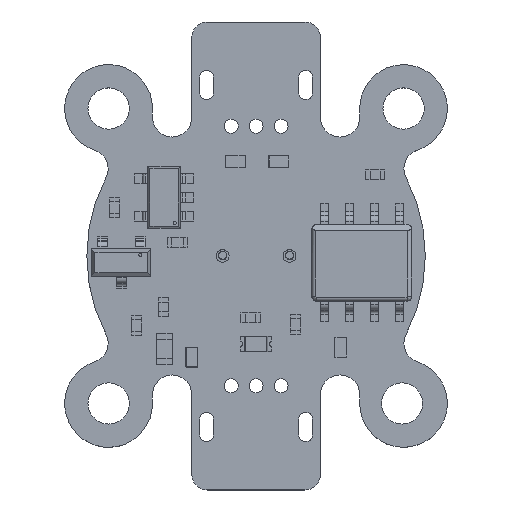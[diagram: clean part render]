
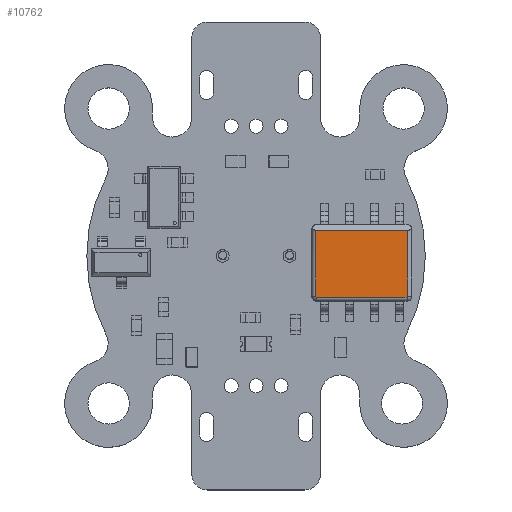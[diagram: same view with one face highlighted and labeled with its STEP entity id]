
A CAD part, top view. The second image highlights one B-rep face of the part: STEP entity #10762.
In plain terms, the highlighted planar face has unit normal (0, 0, 1).
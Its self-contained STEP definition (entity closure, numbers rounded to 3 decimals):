
#10372 = VERTEX_POINT('',#10373);
#10373 = CARTESIAN_POINT('',(1.75,-0.25,1.3));
#10382 = VERTEX_POINT('',#10383);
#10383 = CARTESIAN_POINT('',(1.7,-0.2,1.3));
#10390 = EDGE_CURVE('',#10372,#10382,#10391,.T.);
#10391 = CIRCLE('',#10392,0.05);
#10392 = AXIS2_PLACEMENT_3D('',#10393,#10394,#10395);
#10393 = CARTESIAN_POINT('',(1.7,-0.25,1.3));
#10394 = DIRECTION('',(0.,0.,1.));
#10395 = DIRECTION('',(0.707,0.707,0.));
#10412 = VERTEX_POINT('',#10413);
#10413 = CARTESIAN_POINT('',(-1.65,-0.2,1.3));
#10420 = EDGE_CURVE('',#10382,#10412,#10421,.T.);
#10421 = LINE('',#10422,#10423);
#10422 = CARTESIAN_POINT('',(-0.975,-0.2,1.3));
#10423 = VECTOR('',#10424,1.);
#10424 = DIRECTION('',(-1.,0.,0.));
#10662 = VERTEX_POINT('',#10663);
#10663 = CARTESIAN_POINT('',(1.7,-4.889,1.3));
#10670 = EDGE_CURVE('',#10671,#10662,#10673,.T.);
#10671 = VERTEX_POINT('',#10672);
#10672 = CARTESIAN_POINT('',(1.75,-4.839,1.3));
#10673 = CIRCLE('',#10674,0.05);
#10674 = AXIS2_PLACEMENT_3D('',#10675,#10676,#10677);
#10675 = CARTESIAN_POINT('',(1.7,-4.839,1.3));
#10676 = DIRECTION('',(0.,0.,-1.));
#10677 = DIRECTION('',(0.707,-0.707,0.));
#10702 = EDGE_CURVE('',#10662,#10703,#10705,.T.);
#10703 = VERTEX_POINT('',#10704);
#10704 = CARTESIAN_POINT('',(-1.65,-4.889,1.3));
#10705 = LINE('',#10706,#10707);
#10706 = CARTESIAN_POINT('',(-0.975,-4.889,1.3));
#10707 = VECTOR('',#10708,1.);
#10708 = DIRECTION('',(-1.,0.,0.));
#10750 = EDGE_CURVE('',#10412,#10703,#10751,.T.);
#10751 = LINE('',#10752,#10753);
#10752 = CARTESIAN_POINT('',(-1.65,-7.633,1.3));
#10753 = VECTOR('',#10754,1.);
#10754 = DIRECTION('',(0.,-1.,0.));
#10762 = ADVANCED_FACE('',(#10763),#10776,.T.);
#10763 = FACE_BOUND('',#10764,.T.);
#10764 = EDGE_LOOP('',(#10765,#10766,#10767,#10768,#10774,#10775));
#10765 = ORIENTED_EDGE('',*,*,#10750,.T.);
#10766 = ORIENTED_EDGE('',*,*,#10702,.F.);
#10767 = ORIENTED_EDGE('',*,*,#10670,.F.);
#10768 = ORIENTED_EDGE('',*,*,#10769,.T.);
#10769 = EDGE_CURVE('',#10671,#10372,#10770,.T.);
#10770 = LINE('',#10771,#10772);
#10771 = CARTESIAN_POINT('',(1.75,-2.544,1.3));
#10772 = VECTOR('',#10773,1.);
#10773 = DIRECTION('',(0.,1.,0.));
#10774 = ORIENTED_EDGE('',*,*,#10390,.T.);
#10775 = ORIENTED_EDGE('',*,*,#10420,.T.);
#10776 = PLANE('',#10777);
#10777 = AXIS2_PLACEMENT_3D('',#10778,#10779,#10780);
#10778 = CARTESIAN_POINT('',(0.,0.,1.3));
#10779 = DIRECTION('',(0.,0.,1.));
#10780 = DIRECTION('',(1.,0.,0.));
